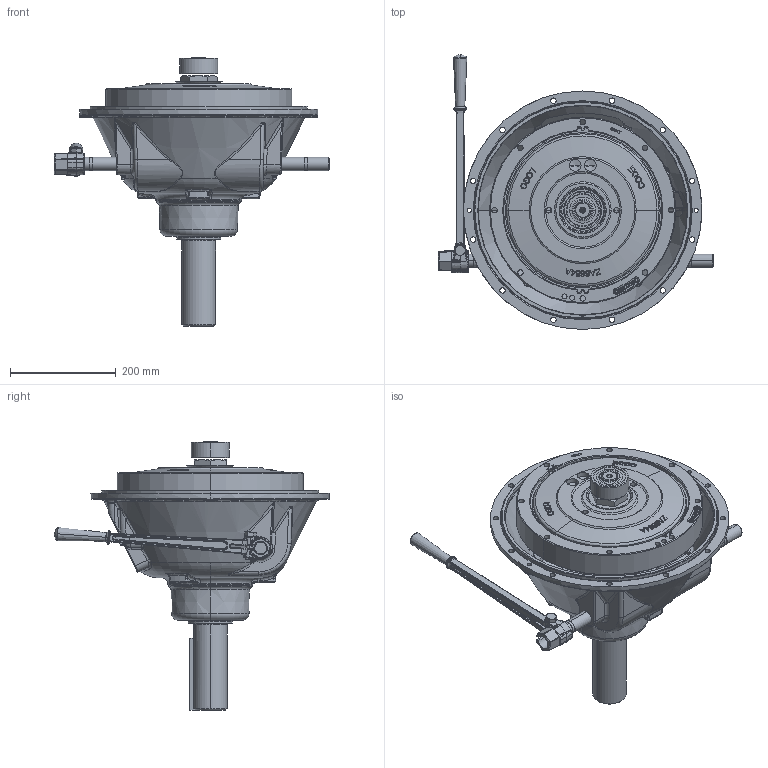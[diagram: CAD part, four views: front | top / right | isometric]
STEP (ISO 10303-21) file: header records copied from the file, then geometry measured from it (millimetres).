
FILE_DESCRIPTION (( 'STEP AP214' ), '1' );
FILE_NAME ('SP211P305.STEP', '2013-11-21T16:56:22', ( 'Windows User' ), ( '' ), 'SwSTEP 2.0', 'SolidWorks 2010', '' );
FILE_SCHEMA (( 'AUTOMOTIVE_DESIGN' ));
Length unit declared in the file: inch
Products named in the file (1): SP211P305
Bounding box: 520.7 x 519.88 x 508 mm (x, y, z)
Surface area: 1002948.3 mm2 (no closed solid volume)
Topology: 0 solids, 155 shells, 1658 faces, 6228 edges, 4554 vertices
Faces by surface type: bspline 582, plane 360, cylinder 327, torus 189, cone 154, sphere 46
Entity records: 129889 total; most frequent: CARTESIAN_POINT 63590, ORIENTED_EDGE 9103, DIRECTION 7604, EDGE_CURVE 6162, VERTEX_POINT 4543, AXIS2_PLACEMENT_3D 2941, B_SPLINE_CURVE_WITH_KNOTS 2376, CIRCLE 1864
